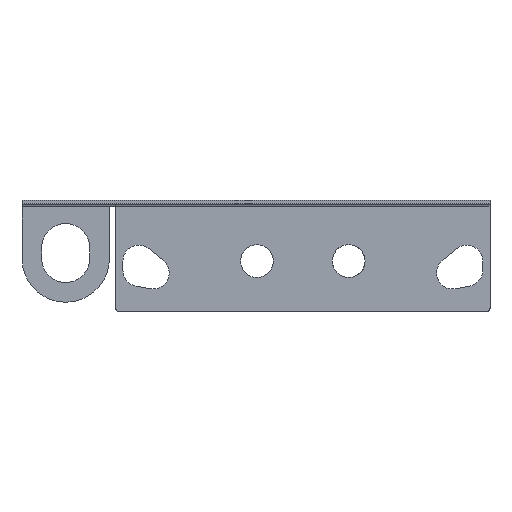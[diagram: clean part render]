
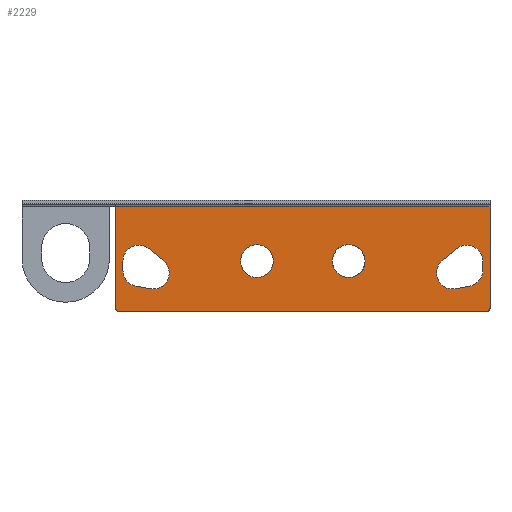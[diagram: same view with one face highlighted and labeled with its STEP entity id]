
A CAD part, front view. The second image highlights one B-rep face of the part: STEP entity #2229.
In plain terms, the highlighted planar face has unit normal (0, -1, 0).
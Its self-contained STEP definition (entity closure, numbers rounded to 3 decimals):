
#129=CIRCLE('',#2414,2.25);
#130=CIRCLE('',#2415,2.25);
#131=CIRCLE('',#2416,2.2);
#132=CIRCLE('',#2417,2.2);
#133=CIRCLE('',#2418,2.2);
#134=CIRCLE('',#2419,2.2);
#135=CIRCLE('',#2420,2.2);
#136=CIRCLE('',#2421,2.2);
#137=CIRCLE('',#2422,0.5);
#138=CIRCLE('',#2423,0.5);
#439=ORIENTED_EDGE('',*,*,#1080,.T.);
#440=ORIENTED_EDGE('',*,*,#1081,.T.);
#441=ORIENTED_EDGE('',*,*,#1082,.F.);
#442=ORIENTED_EDGE('',*,*,#1083,.F.);
#443=ORIENTED_EDGE('',*,*,#1084,.F.);
#444=ORIENTED_EDGE('',*,*,#1085,.F.);
#445=ORIENTED_EDGE('',*,*,#1086,.F.);
#446=ORIENTED_EDGE('',*,*,#1087,.F.);
#447=ORIENTED_EDGE('',*,*,#1088,.F.);
#448=ORIENTED_EDGE('',*,*,#1089,.F.);
#449=ORIENTED_EDGE('',*,*,#1090,.F.);
#450=ORIENTED_EDGE('',*,*,#1091,.F.);
#451=ORIENTED_EDGE('',*,*,#1092,.F.);
#452=ORIENTED_EDGE('',*,*,#1093,.F.);
#453=ORIENTED_EDGE('',*,*,#1039,.T.);
#454=ORIENTED_EDGE('',*,*,#1094,.T.);
#455=ORIENTED_EDGE('',*,*,#1022,.F.);
#456=ORIENTED_EDGE('',*,*,#1095,.T.);
#457=ORIENTED_EDGE('',*,*,#1030,.F.);
#458=ORIENTED_EDGE('',*,*,#1079,.T.);
#1022=EDGE_CURVE('',#1341,#1342,#1547,.T.);
#1030=EDGE_CURVE('',#1349,#1350,#1555,.T.);
#1039=EDGE_CURVE('',#1359,#1357,#1562,.T.);
#1079=EDGE_CURVE('',#1349,#1359,#1590,.T.);
#1080=EDGE_CURVE('',#1389,#1389,#129,.T.);
#1081=EDGE_CURVE('',#1390,#1390,#130,.T.);
#1082=EDGE_CURVE('',#1391,#1392,#1591,.T.);
#1083=EDGE_CURVE('',#1393,#1391,#131,.F.);
#1084=EDGE_CURVE('',#1394,#1393,#1592,.T.);
#1085=EDGE_CURVE('',#1395,#1394,#132,.F.);
#1086=EDGE_CURVE('',#1396,#1395,#1593,.T.);
#1087=EDGE_CURVE('',#1392,#1396,#133,.F.);
#1088=EDGE_CURVE('',#1397,#1398,#1594,.T.);
#1089=EDGE_CURVE('',#1399,#1397,#134,.F.);
#1090=EDGE_CURVE('',#1400,#1399,#1595,.T.);
#1091=EDGE_CURVE('',#1401,#1400,#135,.F.);
#1092=EDGE_CURVE('',#1402,#1401,#1596,.T.);
#1093=EDGE_CURVE('',#1398,#1402,#136,.F.);
#1094=EDGE_CURVE('',#1357,#1342,#137,.F.);
#1095=EDGE_CURVE('',#1341,#1350,#138,.F.);
#1341=VERTEX_POINT('',#3560);
#1342=VERTEX_POINT('',#3561);
#1349=VERTEX_POINT('',#3577);
#1350=VERTEX_POINT('',#3578);
#1357=VERTEX_POINT('',#3594);
#1359=VERTEX_POINT('',#3597);
#1389=VERTEX_POINT('',#3678);
#1390=VERTEX_POINT('',#3680);
#1391=VERTEX_POINT('',#3682);
#1392=VERTEX_POINT('',#3683);
#1393=VERTEX_POINT('',#3685);
#1394=VERTEX_POINT('',#3687);
#1395=VERTEX_POINT('',#3689);
#1396=VERTEX_POINT('',#3691);
#1397=VERTEX_POINT('',#3694);
#1398=VERTEX_POINT('',#3695);
#1399=VERTEX_POINT('',#3697);
#1400=VERTEX_POINT('',#3699);
#1401=VERTEX_POINT('',#3701);
#1402=VERTEX_POINT('',#3703);
#1547=LINE('',#3559,#1753);
#1555=LINE('',#3576,#1761);
#1562=LINE('',#3596,#1768);
#1590=LINE('',#3675,#1796);
#1591=LINE('',#3681,#1797);
#1592=LINE('',#3686,#1798);
#1593=LINE('',#3690,#1799);
#1594=LINE('',#3693,#1800);
#1595=LINE('',#3698,#1801);
#1596=LINE('',#3702,#1802);
#1753=VECTOR('',#2811,1000.);
#1761=VECTOR('',#2821,1000.);
#1768=VECTOR('',#2834,1000.);
#1796=VECTOR('',#2904,1000.);
#1797=VECTOR('',#2911,1000.);
#1798=VECTOR('',#2914,1000.);
#1799=VECTOR('',#2917,1000.);
#1800=VECTOR('',#2920,1000.);
#1801=VECTOR('',#2923,1000.);
#1802=VECTOR('',#2926,1000.);
#1911=EDGE_LOOP('',(#439));
#1912=EDGE_LOOP('',(#440));
#1913=EDGE_LOOP('',(#441,#442,#443,#444,#445,#446));
#1914=EDGE_LOOP('',(#447,#448,#449,#450,#451,#452));
#1915=EDGE_LOOP('',(#453,#454,#455,#456,#457,#458));
#2040=FACE_BOUND('',#1911,.T.);
#2041=FACE_BOUND('',#1912,.T.);
#2042=FACE_BOUND('',#1913,.T.);
#2043=FACE_BOUND('',#1914,.T.);
#2044=FACE_BOUND('',#1915,.T.);
#2164=PLANE('',#2413);
#2229=ADVANCED_FACE('',(#2040,#2041,#2042,#2043,#2044),#2164,.F.);
#2413=AXIS2_PLACEMENT_3D('',#3676,#2905,#2906);
#2414=AXIS2_PLACEMENT_3D('',#3677,#2907,#2908);
#2415=AXIS2_PLACEMENT_3D('',#3679,#2909,#2910);
#2416=AXIS2_PLACEMENT_3D('',#3684,#2912,#2913);
#2417=AXIS2_PLACEMENT_3D('',#3688,#2915,#2916);
#2418=AXIS2_PLACEMENT_3D('',#3692,#2918,#2919);
#2419=AXIS2_PLACEMENT_3D('',#3696,#2921,#2922);
#2420=AXIS2_PLACEMENT_3D('',#3700,#2924,#2925);
#2421=AXIS2_PLACEMENT_3D('',#3704,#2927,#2928);
#2422=AXIS2_PLACEMENT_3D('',#3705,#2929,#2930);
#2423=AXIS2_PLACEMENT_3D('',#3706,#2931,#2932);
#2811=DIRECTION('',(-1.,0.,0.));
#2821=DIRECTION('',(0.,0.,-1.));
#2834=DIRECTION('',(0.,0.,-1.));
#2904=DIRECTION('',(-1.,0.,0.));
#2905=DIRECTION('',(0.,1.,0.));
#2906=DIRECTION('',(0.,0.,1.));
#2907=DIRECTION('',(0.,1.,0.));
#2908=DIRECTION('',(1.,0.,0.));
#2909=DIRECTION('',(0.,1.,0.));
#2910=DIRECTION('',(1.,0.,0.));
#2911=DIRECTION('',(0.,0.,-1.));
#2912=DIRECTION('',(0.,1.,0.));
#2913=DIRECTION('',(0.,0.,1.));
#2914=DIRECTION('',(-0.767,0.,0.641));
#2915=DIRECTION('',(0.,1.,0.));
#2916=DIRECTION('',(0.,0.,1.));
#2917=DIRECTION('',(0.985,0.,-0.172));
#2918=DIRECTION('',(0.,1.,0.));
#2919=DIRECTION('',(0.,0.,1.));
#2920=DIRECTION('',(0.985,0.,0.172));
#2921=DIRECTION('',(0.,1.,0.));
#2922=DIRECTION('',(0.,0.,1.));
#2923=DIRECTION('',(-0.767,0.,-0.641));
#2924=DIRECTION('',(0.,1.,0.));
#2925=DIRECTION('',(0.,0.,1.));
#2926=DIRECTION('',(0.,0.,1.));
#2927=DIRECTION('',(0.,1.,0.));
#2928=DIRECTION('',(0.,0.,1.));
#2929=DIRECTION('',(0.,1.,0.));
#2930=DIRECTION('',(0.,0.,1.));
#2931=DIRECTION('',(0.,1.,0.));
#2932=DIRECTION('',(0.,0.,1.));
#3559=CARTESIAN_POINT('',(51.4,6.4,-15.3));
#3560=CARTESIAN_POINT('',(50.9,6.4,-15.3));
#3561=CARTESIAN_POINT('',(0.5,6.4,-15.3));
#3576=CARTESIAN_POINT('',(51.4,6.4,-0.9));
#3577=CARTESIAN_POINT('',(51.4,6.4,-0.9));
#3578=CARTESIAN_POINT('',(51.4,6.4,-14.8));
#3594=CARTESIAN_POINT('',(0.,6.4,-14.8));
#3596=CARTESIAN_POINT('',(0.,6.4,-0.9));
#3597=CARTESIAN_POINT('',(0.,6.4,-0.9));
#3675=CARTESIAN_POINT('',(51.4,6.4,-0.9));
#3676=CARTESIAN_POINT('',(51.4,6.4,-0.9));
#3677=CARTESIAN_POINT('',(19.4,6.4,-8.35));
#3678=CARTESIAN_POINT('',(21.65,6.4,-8.35));
#3679=CARTESIAN_POINT('',(32.,6.4,-8.35));
#3680=CARTESIAN_POINT('',(34.25,6.4,-8.35));
#3681=CARTESIAN_POINT('',(1.,6.4,-0.9));
#3682=CARTESIAN_POINT('',(1.,6.4,-8.35));
#3683=CARTESIAN_POINT('',(1.,6.4,-9.64));
#3684=CARTESIAN_POINT('',(3.2,6.4,-8.35));
#3685=CARTESIAN_POINT('',(4.611,6.4,-6.662));
#3686=CARTESIAN_POINT('',(29.319,6.4,-27.316));
#3687=CARTESIAN_POINT('',(6.561,6.4,-8.292));
#3688=CARTESIAN_POINT('',(5.15,6.4,-9.98));
#3689=CARTESIAN_POINT('',(4.772,6.4,-12.147));
#3690=CARTESIAN_POINT('',(48.121,6.4,-19.706));
#3691=CARTESIAN_POINT('',(2.822,6.4,-11.807));
#3692=CARTESIAN_POINT('',(3.2,6.4,-9.64));
#3693=CARTESIAN_POINT('',(53.162,6.4,-11.008));
#3694=CARTESIAN_POINT('',(46.628,6.4,-12.147));
#3695=CARTESIAN_POINT('',(48.578,6.4,-11.807));
#3696=CARTESIAN_POINT('',(46.25,6.4,-9.98));
#3697=CARTESIAN_POINT('',(44.839,6.4,-8.292));
#3698=CARTESIAN_POINT('',(52.339,6.4,-2.023));
#3699=CARTESIAN_POINT('',(46.789,6.4,-6.662));
#3700=CARTESIAN_POINT('',(48.2,6.4,-8.35));
#3701=CARTESIAN_POINT('',(50.4,6.4,-8.35));
#3702=CARTESIAN_POINT('',(50.4,6.4,-0.9));
#3703=CARTESIAN_POINT('',(50.4,6.4,-9.64));
#3704=CARTESIAN_POINT('',(48.2,6.4,-9.64));
#3705=CARTESIAN_POINT('',(0.5,6.4,-14.8));
#3706=CARTESIAN_POINT('',(50.9,6.4,-14.8));
